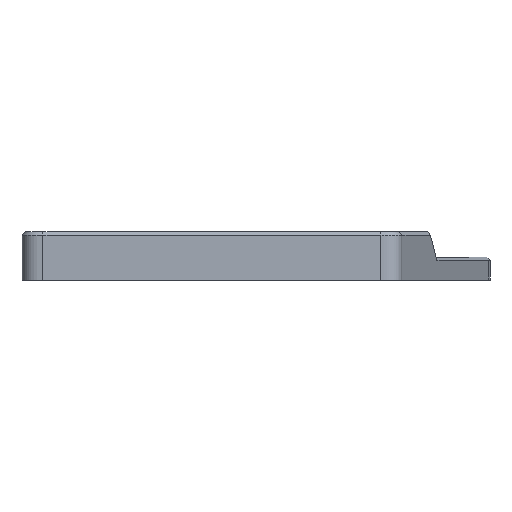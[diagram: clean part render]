
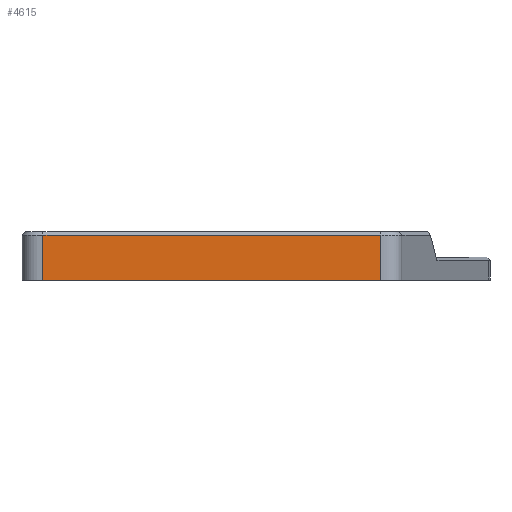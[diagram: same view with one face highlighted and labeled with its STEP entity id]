
A CAD part, left-side view. The second image highlights one B-rep face of the part: STEP entity #4615.
In plain terms, the highlighted planar face has unit normal (-1, 0, 0).
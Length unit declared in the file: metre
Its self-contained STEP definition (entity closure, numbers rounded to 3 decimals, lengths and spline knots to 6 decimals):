
#311=LINE('',#6374,#715);
#715=VECTOR('',#5331,1.);
#1351=ORIENTED_EDGE('',*,*,#2750,.T.);
#1352=ORIENTED_EDGE('',*,*,#2751,.T.);
#1353=ORIENTED_EDGE('',*,*,#2752,.T.);
#1354=ORIENTED_EDGE('',*,*,#2568,.T.);
#2568=EDGE_CURVE('',#3270,#3269,#311,.T.);
#2750=EDGE_CURVE('',#3269,#3443,#3620,.T.);
#2751=EDGE_CURVE('',#3443,#3444,#3621,.T.);
#2752=EDGE_CURVE('',#3444,#3270,#3622,.T.);
#3269=VERTEX_POINT('',#6373);
#3270=VERTEX_POINT('',#6375);
#3443=VERTEX_POINT('',#7010);
#3444=VERTEX_POINT('',#7015);
#3620=B_SPLINE_CURVE_WITH_KNOTS('',3,(#7006,#7007,#7008,#7009),
 .UNSPECIFIED.,.F.,.F.,(4,4),(0.,0.934783),.UNSPECIFIED.);
#3621=B_SPLINE_CURVE_WITH_KNOTS('',3,(#7011,#7012,#7013,#7014),
 .UNSPECIFIED.,.F.,.F.,(4,4),(0.,1.),.UNSPECIFIED.);
#3622=B_SPLINE_CURVE_WITH_KNOTS('',3,(#7016,#7017,#7018,#7019),
 .UNSPECIFIED.,.F.,.F.,(4,4),(0.065217,1.),.UNSPECIFIED.);
#3856=EDGE_LOOP('',(#1351,#1352,#1353,#1354));
#4179=FACE_BOUND('',#3856,.T.);
#4456=PLANE('',#4928);
#4615=ADVANCED_FACE('',(#4179),#4456,.F.);
#4928=AXIS2_PLACEMENT_3D('',#7005,#5448,#5449);
#5331=DIRECTION('',(0.,-1.,0.));
#5448=DIRECTION('',(1.,0.,0.));
#5449=DIRECTION('',(0.,0.,-1.));
#6373=CARTESIAN_POINT('',(0.079343,-0.111259,-0.0023));
#6374=CARTESIAN_POINT('',(0.079343,-0.071009,-0.0023));
#6375=CARTESIAN_POINT('',(0.079343,-0.030759,-0.0023));
#7005=CARTESIAN_POINT('',(0.079343,-0.071009,0.0092));
#7006=CARTESIAN_POINT('',(0.079343,-0.111259,-0.0023));
#7007=CARTESIAN_POINT('',(0.079343,-0.111259,0.001283));
#7008=CARTESIAN_POINT('',(0.079343,-0.111259,0.004867));
#7009=CARTESIAN_POINT('',(0.079343,-0.111259,0.00845));
#7010=CARTESIAN_POINT('',(0.079343,-0.111259,0.00845));
#7011=CARTESIAN_POINT('',(0.079343,-0.111259,0.00845));
#7012=CARTESIAN_POINT('',(0.079343,-0.084425,0.00845));
#7013=CARTESIAN_POINT('',(0.079343,-0.057592,0.00845));
#7014=CARTESIAN_POINT('',(0.079343,-0.030759,0.00845));
#7015=CARTESIAN_POINT('',(0.079343,-0.030759,0.00845));
#7016=CARTESIAN_POINT('',(0.079343,-0.030759,0.00845));
#7017=CARTESIAN_POINT('',(0.079343,-0.030759,0.004867));
#7018=CARTESIAN_POINT('',(0.079343,-0.030759,0.001283));
#7019=CARTESIAN_POINT('',(0.079343,-0.030759,-0.0023));
